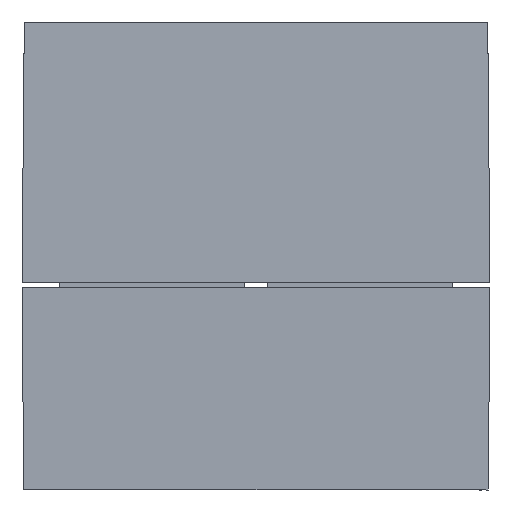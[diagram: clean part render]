
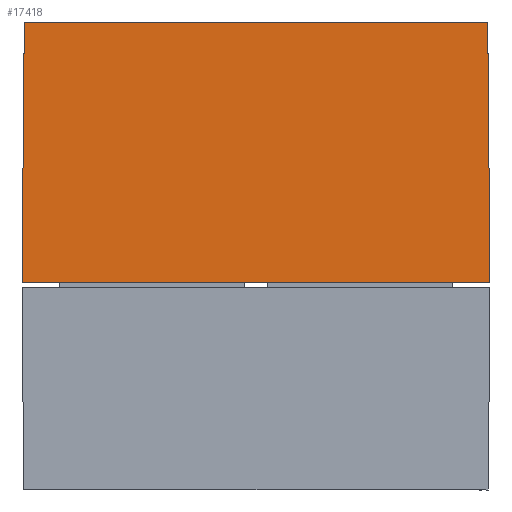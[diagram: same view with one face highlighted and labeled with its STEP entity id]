
A CAD part, front view. The second image highlights one B-rep face of the part: STEP entity #17418.
In plain terms, the highlighted planar face has unit normal (0, -1, 0.009).
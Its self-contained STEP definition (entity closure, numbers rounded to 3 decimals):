
#1220=PLANE('',#18752);
#1834=FACE_OUTER_BOUND('',#2996,.T.);
#2996=EDGE_LOOP('',(#13189,#13190,#13191,#13192));
#4196=LINE('',#30955,#5582);
#4292=LINE('',#31866,#5678);
#4298=LINE('',#31877,#5684);
#4299=LINE('',#31879,#5685);
#5582=VECTOR('',#21240,10.);
#5678=VECTOR('',#21648,10.);
#5684=VECTOR('',#21658,10.);
#5685=VECTOR('',#21661,10.);
#7638=VERTEX_POINT('',#30953);
#7639=VERTEX_POINT('',#30954);
#7736=VERTEX_POINT('',#31865);
#7739=VERTEX_POINT('',#31875);
#9495=EDGE_CURVE('',#7638,#7639,#4196,.T.);
#9673=EDGE_CURVE('',#7638,#7736,#4292,.T.);
#9679=EDGE_CURVE('',#7639,#7739,#4298,.F.);
#9680=EDGE_CURVE('',#7736,#7739,#4299,.F.);
#13189=ORIENTED_EDGE('',*,*,#9495,.T.);
#13190=ORIENTED_EDGE('',*,*,#9679,.T.);
#13191=ORIENTED_EDGE('',*,*,#9680,.F.);
#13192=ORIENTED_EDGE('',*,*,#9673,.F.);
#17418=ADVANCED_FACE('',(#1834),#1220,.T.);
#18752=AXIS2_PLACEMENT_3D('',#31878,#21659,#21660);
#21240=DIRECTION('',(1.,0.,0.));
#21648=DIRECTION('',(0.009,0.009,1.));
#21658=DIRECTION('',(0.009,-0.009,-1.));
#21659=DIRECTION('center_axis',(0.,-1.,
0.009));
#21660=DIRECTION('ref_axis',(1.,0.,0.));
#21661=DIRECTION('',(-1.,0.,0.));
#30953=CARTESIAN_POINT('',(-50.25,-50.25,0.));
#30954=CARTESIAN_POINT('',(50.25,-50.25,0.));
#30955=CARTESIAN_POINT('',(-50.25,-50.25,0.));
#31865=CARTESIAN_POINT('',(-49.761,-49.761,56.));
#31866=CARTESIAN_POINT('',(-50.246,-50.246,0.438));
#31875=CARTESIAN_POINT('',(49.761,-49.761,56.));
#31877=CARTESIAN_POINT('',(50.246,-50.246,0.438));
#31878=CARTESIAN_POINT('Origin',(-50.25,-50.25,0.));
#31879=CARTESIAN_POINT('',(-25.125,-49.761,56.));
